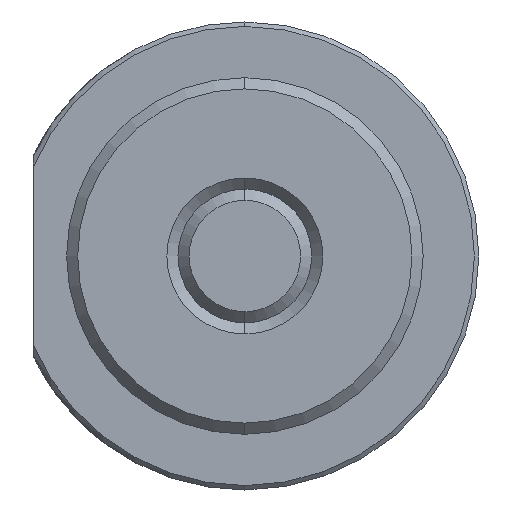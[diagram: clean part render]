
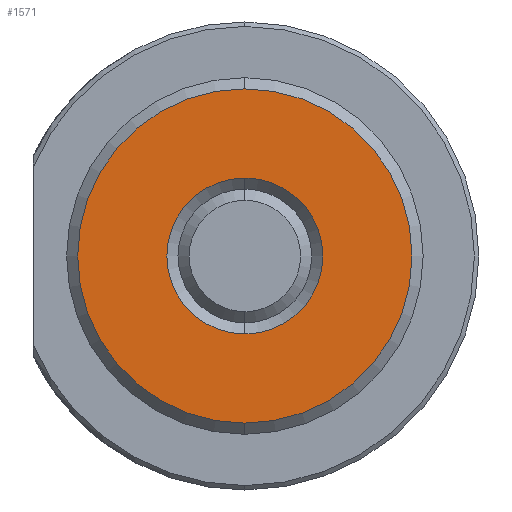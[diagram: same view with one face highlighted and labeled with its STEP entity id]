
A CAD part, left-side view. The second image highlights one B-rep face of the part: STEP entity #1571.
In plain terms, the highlighted planar face has unit normal (-1, 0, 0).
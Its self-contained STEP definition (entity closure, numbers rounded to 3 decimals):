
#30 = AXIS2_PLACEMENT_3D ( 'NONE', #2365, #2372, #2373 ) ;
#41 = AXIS2_PLACEMENT_3D ( 'NONE', #2276, #2282, #2283 ) ;
#80 = AXIS2_PLACEMENT_3D ( 'NONE', #1204, #1208, #3129 ) ;
#94 = AXIS2_PLACEMENT_3D ( 'NONE', #1412, #1455, #1454 ) ;
#245 = EDGE_CURVE ( 'NONE', #3324, #3192, #432, .T. ) ;
#273 = EDGE_CURVE ( 'NONE', #3373, #3371, #593, .T. ) ;
#341 = EDGE_CURVE ( 'NONE', #3371, #3373, #716, .T. ) ;
#362 = EDGE_CURVE ( 'NONE', #3192, #3324, #1238, .T. ) ;
#432 = CIRCLE ( 'NONE', #94, 3.5 ) ;
#593 = CIRCLE ( 'NONE', #80, 7.5 ) ;
#716 = CIRCLE ( 'NONE', #41, 7.5 ) ;
#723 = EDGE_LOOP ( 'NONE', ( #854, #853 ) ) ;
#730 = EDGE_LOOP ( 'NONE', ( #856, #855 ) ) ;
#853 = ORIENTED_EDGE ( 'NONE', *, *, #273, .T. ) ;
#854 = ORIENTED_EDGE ( 'NONE', *, *, #341, .T. ) ;
#855 = ORIENTED_EDGE ( 'NONE', *, *, #362, .T. ) ;
#856 = ORIENTED_EDGE ( 'NONE', *, *, #245, .T. ) ;
#1204 = CARTESIAN_POINT ( 'NONE',  ( 0., 0., 0. ) ) ;
#1208 = DIRECTION ( 'NONE',  ( -1., 0., 0. ) ) ;
#1238 = CIRCLE ( 'NONE', #30, 3.5 ) ;
#1373 = AXIS2_PLACEMENT_3D ( 'NONE', #2699, #2701, #2702 ) ;
#1412 = CARTESIAN_POINT ( 'NONE',  ( 0., 0., 0. ) ) ;
#1454 = DIRECTION ( 'NONE',  ( 0., 0., -1. ) ) ;
#1455 = DIRECTION ( 'NONE',  ( 1., 0., 0. ) ) ;
#1571 = ADVANCED_FACE ( 'NONE', ( #1908, #1912 ), #2700, .F. ) ;
#1908 = FACE_BOUND ( 'NONE', #730, .T. ) ;
#1912 = FACE_OUTER_BOUND ( 'NONE', #723, .T. ) ;
#2276 = CARTESIAN_POINT ( 'NONE',  ( 0., 0., 0. ) ) ;
#2282 = DIRECTION ( 'NONE',  ( -1., 0., 0. ) ) ;
#2283 = DIRECTION ( 'NONE',  ( 0., 0., -1. ) ) ;
#2365 = CARTESIAN_POINT ( 'NONE',  ( 0., 0., 0. ) ) ;
#2372 = DIRECTION ( 'NONE',  ( 1., 0., 0. ) ) ;
#2373 = DIRECTION ( 'NONE',  ( 0., 0., -1. ) ) ;
#2699 = CARTESIAN_POINT ( 'NONE',  ( 0., 3., 0. ) ) ;
#2700 = PLANE ( 'NONE',  #1373 ) ;
#2701 = DIRECTION ( 'NONE',  ( 1., 0., 0. ) ) ;
#2702 = DIRECTION ( 'NONE',  ( 0., 0., -1. ) ) ;
#2930 = CARTESIAN_POINT ( 'NONE',  ( 0., 0., -3.5 ) ) ;
#2992 = CARTESIAN_POINT ( 'NONE',  ( 0., 0., 3.5 ) ) ;
#3039 = CARTESIAN_POINT ( 'NONE',  ( 0., 0., -7.5 ) ) ;
#3041 = CARTESIAN_POINT ( 'NONE',  ( 0., 0., 7.5 ) ) ;
#3129 = DIRECTION ( 'NONE',  ( 0., 0., -1. ) ) ;
#3192 = VERTEX_POINT ( 'NONE', #2930 ) ;
#3324 = VERTEX_POINT ( 'NONE', #2992 ) ;
#3371 = VERTEX_POINT ( 'NONE', #3039 ) ;
#3373 = VERTEX_POINT ( 'NONE', #3041 ) ;
